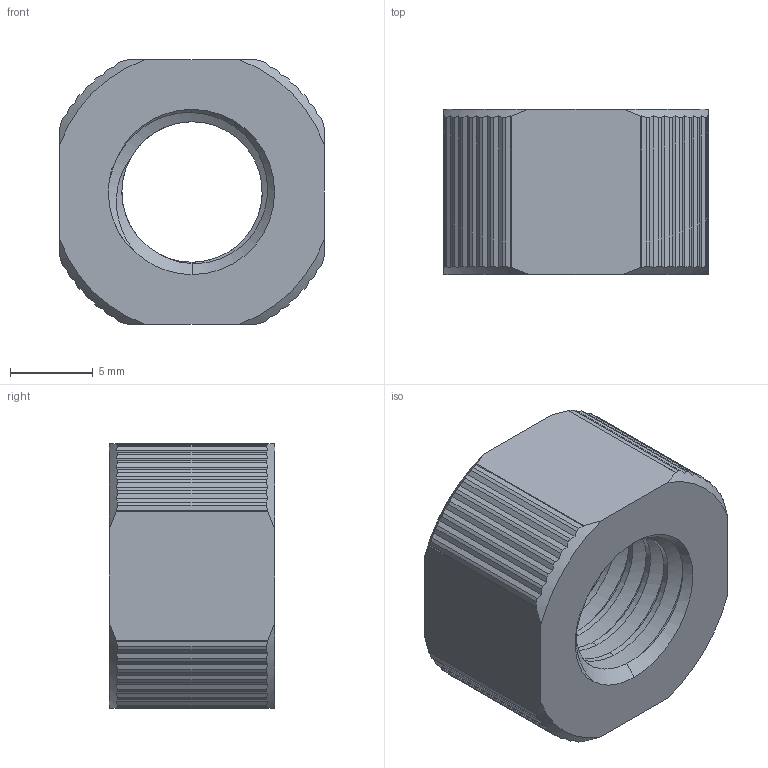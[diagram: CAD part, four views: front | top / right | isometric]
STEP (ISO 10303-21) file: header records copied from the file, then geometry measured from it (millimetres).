
FILE_DESCRIPTION (( 'STEP AP214' ), '1' );
FILE_NAME ('BM-A-N-C-C_REV-A.STEP', '2021-01-16T03:39:26', ( '' ), ( '' ), 'SwSTEP 2.0', 'SolidWorks 2018', '' );
FILE_SCHEMA (( 'AUTOMOTIVE_DESIGN' ));
Length unit declared in the file: millimetre
Products named in the file (1): BM-A-N-C-C_REV-A
Bounding box: 16 x 10 x 16 mm (x, y, z)
Volume: 1631.4 mm3; surface area: 1320.4 mm2
Topology: 1 solids, 1 shells, 127 faces, 374 edges, 249 vertices
Faces by surface type: plane 70, cylinder 40, cone 14, bspline 3
Entity records: 5813 total; most frequent: CARTESIAN_POINT 2718, ORIENTED_EDGE 748, DIRECTION 513, EDGE_CURVE 374, VERTEX_POINT 249, AXIS2_PLACEMENT_3D 197, B_SPLINE_CURVE_WITH_KNOTS 157, EDGE_LOOP 129
